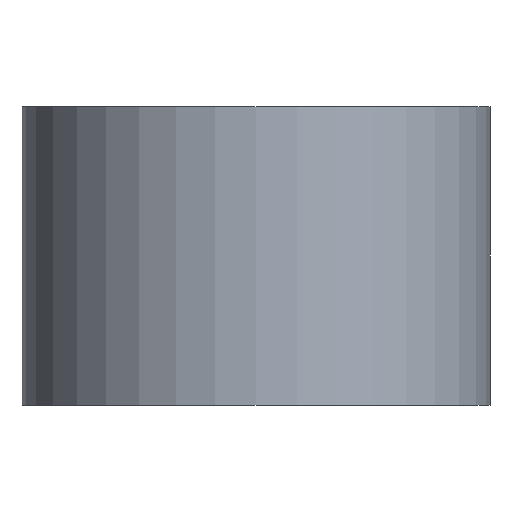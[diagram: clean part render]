
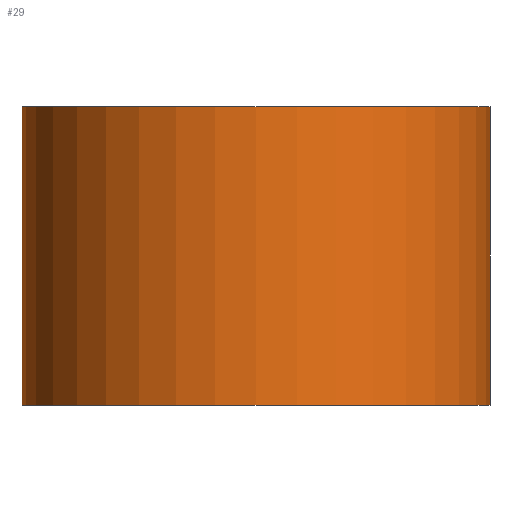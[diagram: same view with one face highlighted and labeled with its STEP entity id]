
A CAD part, front view. The second image highlights one B-rep face of the part: STEP entity #29.
In plain terms, the highlighted cylindrical face has radius 9.944 mm (diameter 19.888 mm), a partial arc.
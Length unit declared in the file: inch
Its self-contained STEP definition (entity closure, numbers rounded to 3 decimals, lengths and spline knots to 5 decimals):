
#13 = EDGE_CURVE ( 'NONE', #239, #116, #80, .T. ) ;
#29 = ADVANCED_FACE ( 'NONE', ( #67 ), #60, .T. ) ;
#50 = LINE ( 'NONE', #491, #407 ) ;
#56 = DIRECTION ( 'NONE',  ( 0., 0., -1. ) ) ;
#58 = AXIS2_PLACEMENT_3D ( 'NONE', #470, #396, #522 ) ;
#60 = CYLINDRICAL_SURFACE ( 'NONE', #58, 0.3915 ) ;
#67 = FACE_OUTER_BOUND ( 'NONE', #120, .T. ) ;
#80 = CIRCLE ( 'NONE', #544, 0.3915 ) ;
#93 = ORIENTED_EDGE ( 'NONE', *, *, #540, .F. ) ;
#116 = VERTEX_POINT ( 'NONE', #154 ) ;
#120 = EDGE_LOOP ( 'NONE', ( #234, #93, #211, #277 ) ) ;
#154 = CARTESIAN_POINT ( 'NONE',  ( -0.048, -1.187, -0.25 ) ) ;
#172 = VERTEX_POINT ( 'NONE', #534 ) ;
#183 = VERTEX_POINT ( 'NONE', #404 ) ;
#211 = ORIENTED_EDGE ( 'NONE', *, *, #451, .T. ) ;
#234 = ORIENTED_EDGE ( 'NONE', *, *, #13, .F. ) ;
#239 = VERTEX_POINT ( 'NONE', #393 ) ;
#271 = VECTOR ( 'NONE', #465, 39.37008 ) ;
#277 = ORIENTED_EDGE ( 'NONE', *, *, #338, .T. ) ;
#338 = EDGE_CURVE ( 'NONE', #172, #116, #50, .T. ) ;
#370 = AXIS2_PLACEMENT_3D ( 'NONE', #379, #56, #410 ) ;
#379 = CARTESIAN_POINT ( 'NONE',  ( 0.3435, -1.187, 0.25 ) ) ;
#393 = CARTESIAN_POINT ( 'NONE',  ( 0.3435, -0.7955, -0.25 ) ) ;
#396 = DIRECTION ( 'NONE',  ( 0., 0., -1. ) ) ;
#404 = CARTESIAN_POINT ( 'NONE',  ( 0.3435, -0.7955, 0.25 ) ) ;
#407 = VECTOR ( 'NONE', #523, 39.37008 ) ;
#410 = DIRECTION ( 'NONE',  ( 1., 0., 0. ) ) ;
#432 = DIRECTION ( 'NONE',  ( 1., 0., 0. ) ) ;
#433 = CARTESIAN_POINT ( 'NONE',  ( 0.3435, -0.7955, 0.25 ) ) ;
#434 = DIRECTION ( 'NONE',  ( 0., 0., -1. ) ) ;
#443 = CARTESIAN_POINT ( 'NONE',  ( 0.3435, -1.187, -0.25 ) ) ;
#446 = CIRCLE ( 'NONE', #370, 0.3915 ) ;
#451 = EDGE_CURVE ( 'NONE', #183, #172, #446, .T. ) ;
#465 = DIRECTION ( 'NONE',  ( 0., 0., -1. ) ) ;
#470 = CARTESIAN_POINT ( 'NONE',  ( 0.3435, -1.187, 0.25 ) ) ;
#491 = CARTESIAN_POINT ( 'NONE',  ( -0.048, -1.187, 0.25 ) ) ;
#522 = DIRECTION ( 'NONE',  ( -1., 0., 0. ) ) ;
#523 = DIRECTION ( 'NONE',  ( 0., 0., -1. ) ) ;
#534 = CARTESIAN_POINT ( 'NONE',  ( -0.048, -1.187, 0.25 ) ) ;
#540 = EDGE_CURVE ( 'NONE', #183, #239, #556, .T. ) ;
#544 = AXIS2_PLACEMENT_3D ( 'NONE', #443, #434, #432 ) ;
#556 = LINE ( 'NONE', #433, #271 ) ;
